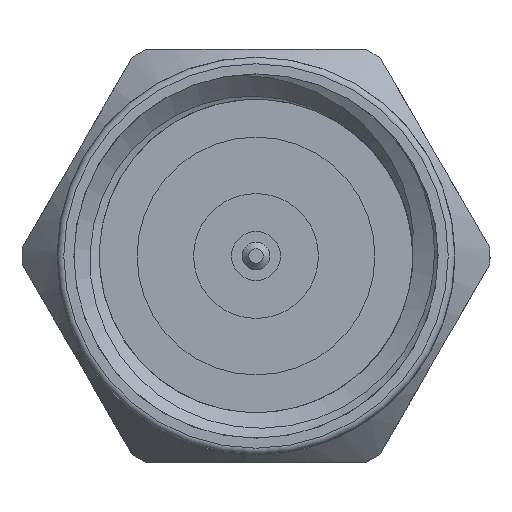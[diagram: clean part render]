
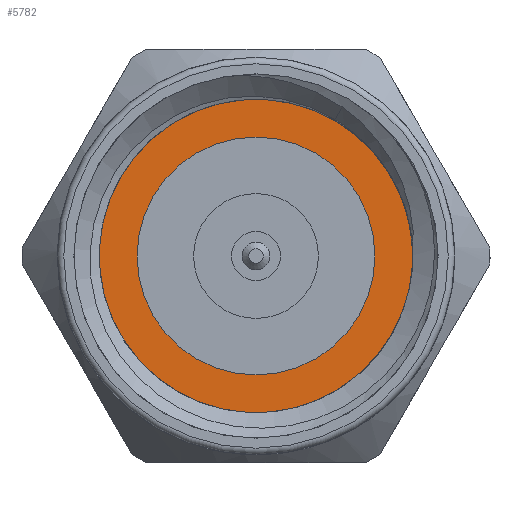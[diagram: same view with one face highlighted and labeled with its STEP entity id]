
A CAD part, left-side view. The second image highlights one B-rep face of the part: STEP entity #5782.
In plain terms, the highlighted planar face has unit normal (-1, 0, 0).
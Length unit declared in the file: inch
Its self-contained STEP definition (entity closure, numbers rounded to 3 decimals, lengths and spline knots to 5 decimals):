
#122 = CARTESIAN_POINT ( 'NONE',  ( 0.15, 0., 0. ) ) ;
#133 = EDGE_CURVE ( 'NONE', #2946, #2085, #3692, .T. ) ;
#225 = CARTESIAN_POINT ( 'NONE',  ( 0.15, 0.03558, -0.11342 ) ) ;
#259 = CARTESIAN_POINT ( 'NONE',  ( 0.15, 0.06367, -0.10038 ) ) ;
#352 = CARTESIAN_POINT ( 'NONE',  ( 0.15, 0., 0. ) ) ;
#362 = CARTESIAN_POINT ( 'NONE',  ( 0.15, 0.01586, -0.11913 ) ) ;
#420 = CARTESIAN_POINT ( 'NONE',  ( 0.15, 0.10392, 0.07519 ) ) ;
#427 = CARTESIAN_POINT ( 'NONE',  ( 0.15, -0.0749, -0.10122 ) ) ;
#458 = CARTESIAN_POINT ( 'NONE',  ( 0.15, -0.12363, 0.06045 ) ) ;
#470 = PLANE ( 'NONE',  #1289 ) ;
#487 = CARTESIAN_POINT ( 'NONE',  ( 0.15, -0.05244, -0.11264 ) ) ;
#721 = CARTESIAN_POINT ( 'NONE',  ( 0.15, 0.09724, -0.06838 ) ) ;
#818 = DIRECTION ( 'NONE',  ( 1., 0., 0. ) ) ;
#821 = CARTESIAN_POINT ( 'NONE',  ( 0.15, 0.06455, 0.1155 ) ) ;
#886 = CARTESIAN_POINT ( 'NONE',  ( 0.15, 0.10715, 0.06981 ) ) ;
#902 = FACE_OUTER_BOUND ( 'NONE', #4560, .T. ) ;
#921 = CARTESIAN_POINT ( 'NONE',  ( 0.15, -0.12301, -0.0441 ) ) ;
#953 = CARTESIAN_POINT ( 'NONE',  ( 0.15, -0.11431, -0.0609 ) ) ;
#1059 = AXIS2_PLACEMENT_3D ( 'NONE', #122, #3035, #5841 ) ;
#1092 = ORIENTED_EDGE ( 'NONE', *, *, #2255, .T. ) ;
#1279 = CARTESIAN_POINT ( 'NONE',  ( 0.15, 0.10867, -0.05132 ) ) ;
#1289 = AXIS2_PLACEMENT_3D ( 'NONE', #2796, #4649, #3702 ) ;
#1308 = DIRECTION ( 'NONE',  ( 0., 0.5, -0.866 ) ) ;
#1319 = EDGE_CURVE ( 'NONE', #4110, #2946, #2329, .T. ) ;
#1344 = CARTESIAN_POINT ( 'NONE',  ( 0.15, 0.11527, 0.05264 ) ) ;
#1380 = CARTESIAN_POINT ( 'NONE',  ( 0.15, -0.12039, -0.04982 ) ) ;
#1419 = CIRCLE ( 'NONE', #5606, 0.09 ) ;
#1809 = CARTESIAN_POINT ( 'NONE',  ( 0.15, -0.11768, 0.07169 ) ) ;
#1831 = CARTESIAN_POINT ( 'NONE',  ( 0.15, 0.07932, 0.10385 ) ) ;
#1838 = CARTESIAN_POINT ( 'NONE',  ( 0.15, -0.13287, 0.02378 ) ) ;
#2074 = CARTESIAN_POINT ( 'NONE',  ( 0.15, 0.045, -0.07794 ) ) ;
#2085 = VERTEX_POINT ( 'NONE', #3150 ) ;
#2118 = CARTESIAN_POINT ( 'NONE',  ( 0.15, 0.05704, -0.10429 ) ) ;
#2183 = CARTESIAN_POINT ( 'NONE',  ( 0.15, 0.0967, 0.08548 ) ) ;
#2255 = EDGE_CURVE ( 'NONE', #2564, #2564, #1419, .T. ) ;
#2279 = CARTESIAN_POINT ( 'NONE',  ( 0.15, 0.03589, 0.12887 ) ) ;
#2329 = B_SPLINE_CURVE_WITH_KNOTS ( 'NONE', 3,
 ( #4667, #362, #2721, #2783, #5499, #487, #6021, #5131, #427, #4119, #3721, #5961, #3242, #5072, #953, #1380, #921, #5100, #2348, #4607, #5991, #1838, #4637, #3691, #458, #1809 ),
 .UNSPECIFIED., .F., .F.,
 ( 4, 2, 2, 2, 2, 2, 2, 2, 2, 2, 2, 2, 4 ),
 ( 0., 0.00096, 0.00191, 0.00239, 0.00287, 0.00335, 0.00383, 0.00431, 0.00478, 0.00574, 0.00622, 0.0067, 0.00765 ),
 .UNSPECIFIED. ) ;
#2348 = CARTESIAN_POINT ( 'NONE',  ( 0.15, -0.13239, -0.01389 ) ) ;
#2553 = ORIENTED_EDGE ( 'NONE', *, *, #4975, .T. ) ;
#2564 = VERTEX_POINT ( 'NONE', #2074 ) ;
#2640 = ORIENTED_EDGE ( 'NONE', *, *, #1319, .T. ) ;
#2721 = CARTESIAN_POINT ( 'NONE',  ( 0.15, 0.00344, -0.12099 ) ) ;
#2744 = CARTESIAN_POINT ( 'NONE',  ( 0.15, 0.12163, -0.01564 ) ) ;
#2775 = CARTESIAN_POINT ( 'NONE',  ( 0.15, 0.02991, 0.13076 ) ) ;
#2783 = CARTESIAN_POINT ( 'NONE',  ( 0.15, -0.02195, -0.12076 ) ) ;
#2796 = CARTESIAN_POINT ( 'NONE',  ( 0.15, 0., 0. ) ) ;
#2909 = ORIENTED_EDGE ( 'NONE', *, *, #133, .T. ) ;
#2946 = VERTEX_POINT ( 'NONE', #3126 ) ;
#3035 = DIRECTION ( 'NONE',  ( -1., 0., 0. ) ) ;
#3057 = CARTESIAN_POINT ( 'NONE',  ( 0.15, 0.1013, -0.06171 ) ) ;
#3126 = CARTESIAN_POINT ( 'NONE',  ( 0.15, -0.11768, 0.07169 ) ) ;
#3150 = CARTESIAN_POINT ( 'NONE',  ( 0.15, -0.03252, 0.1339 ) ) ;
#3178 = CARTESIAN_POINT ( 'NONE',  ( 0.15, -0.03252, 0.1339 ) ) ;
#3181 = B_SPLINE_CURVE_WITH_KNOTS ( 'NONE', 3,
 ( #3178, #4047, #3626, #3654, #5520, #2775, #2279, #5464, #821, #1831, #4506, #3715, #2183, #420, #886, #3685, #1344, #5923, #6048, #5583, #2744, #5552, #1279, #3236 ),
 .UNSPECIFIED., .F., .F.,
 ( 4, 2, 2, 2, 2, 2, 2, 2, 2, 2, 2, 4 ),
 ( 0., 0.00096, 0.00143, 0.00191, 0.00287, 0.00334, 0.00382, 0.0043, 0.00478, 0.00573, 0.00669, 0.00765 ),
 .UNSPECIFIED. ) ;
#3236 = CARTESIAN_POINT ( 'NONE',  ( 0.15, 0.1013, -0.06171 ) ) ;
#3242 = CARTESIAN_POINT ( 'NONE',  ( 0.15, -0.10324, -0.07629 ) ) ;
#3375 = VERTEX_POINT ( 'NONE', #3057 ) ;
#3528 = ORIENTED_EDGE ( 'NONE', *, *, #3648, .T. ) ;
#3577 = B_SPLINE_CURVE_WITH_KNOTS ( 'NONE', 3,
 ( #5395, #721, #3891, #5426, #4345, #259, #2118, #3981, #225, #5303 ),
 .UNSPECIFIED., .F., .F.,
 ( 4, 2, 2, 2, 4 ),
 ( 0., 0.00059, 0.00119, 0.00178, 0.00238 ),
 .UNSPECIFIED. ) ;
#3626 = CARTESIAN_POINT ( 'NONE',  ( 0.15, -0.00746, 0.13664 ) ) ;
#3648 = EDGE_CURVE ( 'NONE', #2085, #3375, #3181, .T. ) ;
#3654 = CARTESIAN_POINT ( 'NONE',  ( 0.15, 0.01137, 0.13479 ) ) ;
#3672 = FACE_BOUND ( 'NONE', #4746, .T. ) ;
#3685 = CARTESIAN_POINT ( 'NONE',  ( 0.15, 0.11283, 0.05857 ) ) ;
#3691 = CARTESIAN_POINT ( 'NONE',  ( 0.15, -0.12796, 0.04853 ) ) ;
#3692 = CIRCLE ( 'NONE', #1059, 0.1378 ) ;
#3702 = DIRECTION ( 'NONE',  ( 0., -0.5, 0.866 ) ) ;
#3715 = CARTESIAN_POINT ( 'NONE',  ( 0.15, 0.09266, 0.09042 ) ) ;
#3721 = CARTESIAN_POINT ( 'NONE',  ( 0.15, -0.09007, -0.08977 ) ) ;
#3891 = CARTESIAN_POINT ( 'NONE',  ( 0.15, 0.09253, -0.07462 ) ) ;
#3981 = CARTESIAN_POINT ( 'NONE',  ( 0.15, 0.043, -0.11082 ) ) ;
#4047 = CARTESIAN_POINT ( 'NONE',  ( 0.15, -0.02, 0.13616 ) ) ;
#4110 = VERTEX_POINT ( 'NONE', #5425 ) ;
#4119 = CARTESIAN_POINT ( 'NONE',  ( 0.15, -0.08516, -0.09388 ) ) ;
#4345 = CARTESIAN_POINT ( 'NONE',  ( 0.15, 0.07616, -0.09126 ) ) ;
#4506 = CARTESIAN_POINT ( 'NONE',  ( 0.15, 0.08396, 0.09961 ) ) ;
#4560 = EDGE_LOOP ( 'NONE', ( #2909, #3528, #2553, #2640 ) ) ;
#4607 = CARTESIAN_POINT ( 'NONE',  ( 0.15, -0.13375, 0.00488 ) ) ;
#4637 = CARTESIAN_POINT ( 'NONE',  ( 0.15, -0.13196, 0.0301 ) ) ;
#4649 = DIRECTION ( 'NONE',  ( -1., 0., 0. ) ) ;
#4667 = CARTESIAN_POINT ( 'NONE',  ( 0.15, 0.02799, -0.11527 ) ) ;
#4746 = EDGE_LOOP ( 'NONE', ( #1092 ) ) ;
#4975 = EDGE_CURVE ( 'NONE', #3375, #4110, #3577, .T. ) ;
#5072 = CARTESIAN_POINT ( 'NONE',  ( 0.15, -0.11084, -0.06627 ) ) ;
#5100 = CARTESIAN_POINT ( 'NONE',  ( 0.15, -0.12964, -0.02646 ) ) ;
#5131 = CARTESIAN_POINT ( 'NONE',  ( 0.15, -0.06953, -0.10448 ) ) ;
#5303 = CARTESIAN_POINT ( 'NONE',  ( 0.15, 0.02799, -0.11527 ) ) ;
#5395 = CARTESIAN_POINT ( 'NONE',  ( 0.15, 0.1013, -0.06171 ) ) ;
#5425 = CARTESIAN_POINT ( 'NONE',  ( 0.15, 0.02799, -0.11527 ) ) ;
#5426 = CARTESIAN_POINT ( 'NONE',  ( 0.15, 0.08203, -0.08603 ) ) ;
#5464 = CARTESIAN_POINT ( 'NONE',  ( 0.15, 0.05339, 0.12193 ) ) ;
#5499 = CARTESIAN_POINT ( 'NONE',  ( 0.15, -0.03441, -0.11861 ) ) ;
#5520 = CARTESIAN_POINT ( 'NONE',  ( 0.15, 0.01767, 0.13372 ) ) ;
#5552 = CARTESIAN_POINT ( 'NONE',  ( 0.15, 0.11422, -0.03995 ) ) ;
#5583 = CARTESIAN_POINT ( 'NONE',  ( 0.15, 0.12342, -0.00322 ) ) ;
#5606 = AXIS2_PLACEMENT_3D ( 'NONE', #352, #818, #1308 ) ;
#5782 = ADVANCED_FACE ( 'NONE', ( #3672, #902 ), #470, .T. ) ;
#5841 = DIRECTION ( 'NONE',  ( 0., -0.5, 0.866 ) ) ;
#5923 = CARTESIAN_POINT ( 'NONE',  ( 0.15, 0.12113, 0.03464 ) ) ;
#5961 = CARTESIAN_POINT ( 'NONE',  ( 0.15, -0.09909, -0.08099 ) ) ;
#5991 = CARTESIAN_POINT ( 'NONE',  ( 0.15, -0.13376, 0.01117 ) ) ;
#6021 = CARTESIAN_POINT ( 'NONE',  ( 0.15, -0.05832, -0.11018 ) ) ;
#6048 = CARTESIAN_POINT ( 'NONE',  ( 0.15, 0.12318, 0.02219 ) ) ;
